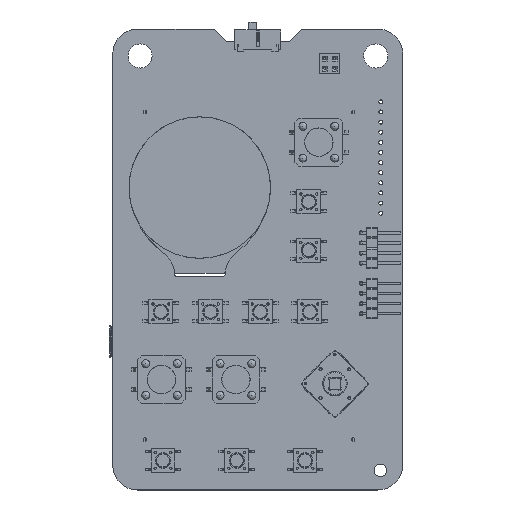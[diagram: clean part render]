
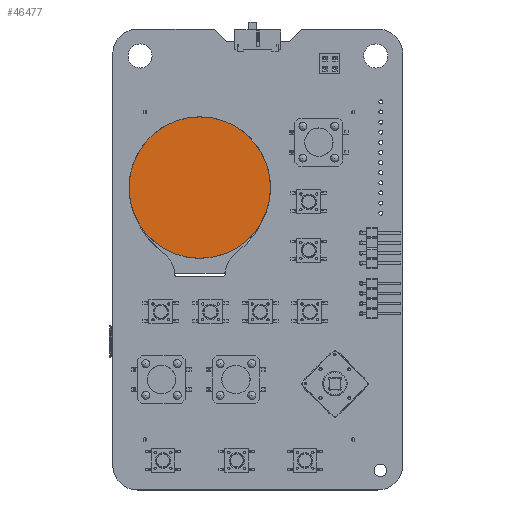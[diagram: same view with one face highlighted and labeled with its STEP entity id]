
A CAD part, top view. The second image highlights one B-rep face of the part: STEP entity #46477.
In plain terms, the highlighted planar face has unit normal (0, 0, 1).
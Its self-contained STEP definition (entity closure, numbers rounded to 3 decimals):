
#2485=CIRCLE('',#50346,17.8);
#4944=FACE_OUTER_BOUND('',#7680,.T.);
#7680=EDGE_LOOP('',(#41731));
#22224=VERTEX_POINT('',#80796);
#28726=EDGE_CURVE('',#22224,#22224,#2485,.T.);
#41731=ORIENTED_EDGE('',*,*,#28726,.T.);
#43505=PLANE('',#50349);
#46477=ADVANCED_FACE('',(#4944),#43505,.T.);
#50346=AXIS2_PLACEMENT_3D('',#80797,#62904,#62905);
#50349=AXIS2_PLACEMENT_3D('',#80802,#62911,#62912);
#62904=DIRECTION('center_axis',(0.,0.,1.));
#62905=DIRECTION('ref_axis',(1.,0.,0.));
#62911=DIRECTION('center_axis',(0.,0.,1.));
#62912=DIRECTION('ref_axis',(1.,0.,0.));
#80796=CARTESIAN_POINT('',(-32.387,18.091,3.15));
#80797=CARTESIAN_POINT('Origin',(-14.587,18.091,3.15));
#80802=CARTESIAN_POINT('Origin',(-14.587,18.091,3.15));
